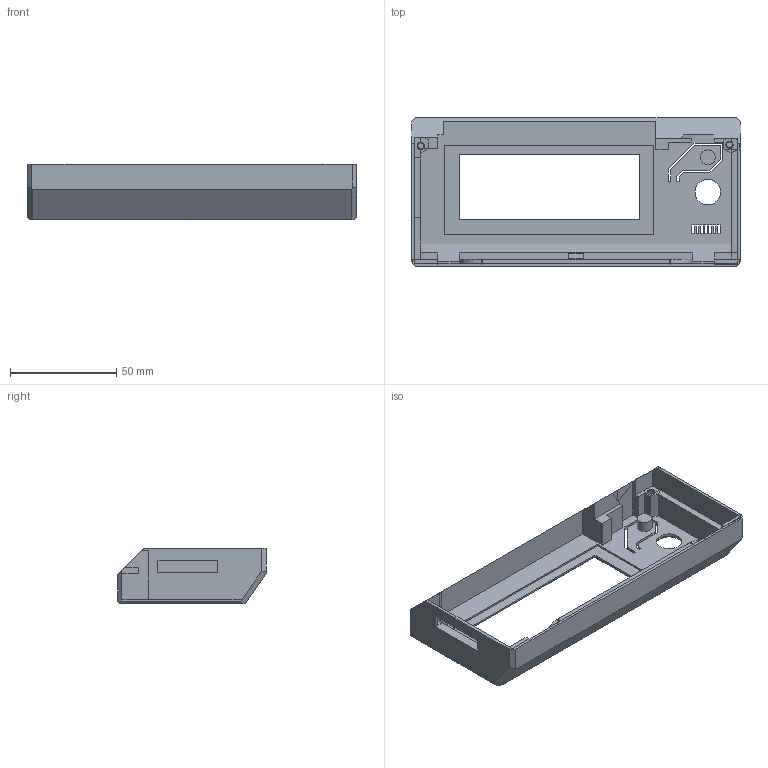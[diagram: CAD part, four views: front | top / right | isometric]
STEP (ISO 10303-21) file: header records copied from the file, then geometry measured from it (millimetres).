
FILE_DESCRIPTION(('FreeCAD Model'),'2;1');
FILE_NAME('LCD-cover.step','2020-04-20T11:17:59',('Author'),(''), 'Open CASCADE STEP processor 7.3','FreeCAD','Unknown');
FILE_SCHEMA(('AUTOMOTIVE_DESIGN { 1 0 10303 214 1 1 1 1 }'));
Products named in the file (1): difference004
Bounding box: 155 x 70 x 26 mm (x, y, z)
Volume: 42554.4 mm3; surface area: 34754.1 mm2
Topology: 1 solids, 2 shells, 913 faces, 2579 edges, 1680 vertices
Faces by surface type: plane 901, cylinder 9, cone 3
Full cylindrical faces by diameter (mm): 2.8 x2, 7 x1, 12 x1
Entity records: 66809 total; most frequent: CARTESIAN_POINT 12519, DIRECTION 7539, LINE 5601, VECTOR 5601, ORIENTED_EDGE 5158, PCURVE 5158, DEFINITIONAL_REPRESENTATION 5158, EDGE_CURVE 2579
